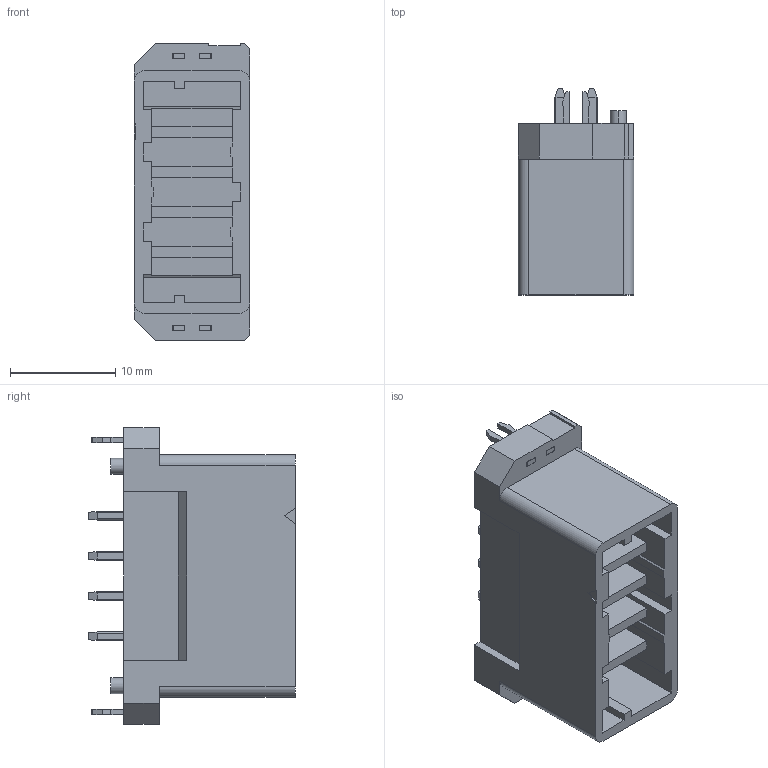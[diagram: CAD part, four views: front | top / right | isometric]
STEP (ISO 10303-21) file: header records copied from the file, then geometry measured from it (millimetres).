
FILE_DESCRIPTION(('CoCreate Modeling STEP Export'),'2;1');
FILE_NAME('FX30B-4S-3.81DSA.stp','2013-06-12T10:11:11',(''),(''),'CoCreate Modeling STEP processor for AP214 (Solid Model)','CoCreate Modeling 17.0 01-Apr-2010 (C) Parametric Technology GmbH','');
FILE_SCHEMA(('AUTOMOTIVE_DESIGN { 1 0 10303 214 1 1 1 1 }'));
Length unit declared in the file: millimetre
Products named in the file (1): FX30B-4S-3.81DSA
Bounding box: 11 x 19.6 x 28.18 mm (x, y, z)
Volume: 2697.7 mm3; surface area: 2969.4 mm2
Topology: 1 solids, 1 shells, 264 faces, 729 edges, 486 vertices
Faces by surface type: plane 252, cylinder 12
Entity records: 8047 total; most frequent: ORIENTED_EDGE 1458, CARTESIAN_POINT 1430, DIRECTION 1201, EDGE_CURVE 729, VECTOR 687, LINE 687, VERTEX_POINT 486, EDGE_LOOP 283
